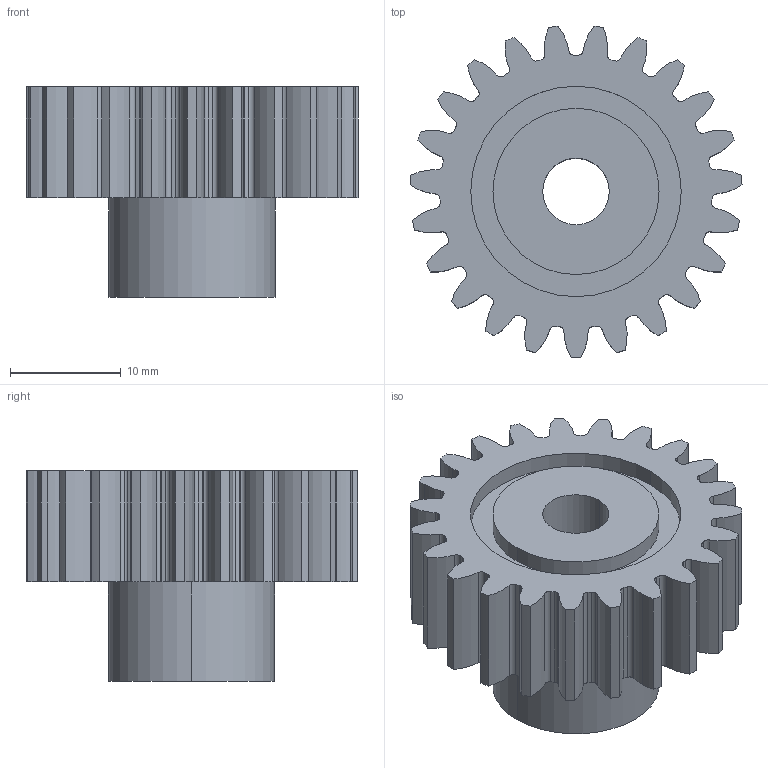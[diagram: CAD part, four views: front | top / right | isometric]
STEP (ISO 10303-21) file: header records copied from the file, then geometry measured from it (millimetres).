
FILE_DESCRIPTION (( 'STEP AP214' ), '1' );
FILE_NAME ('119-012-023.step', '2010-07-19T15:31:35', ( 'WMH Herion Antriebstechnik GmbH' ), ( 'WMH Herion Antriebstechnik GmbH' ), 'SwSTEP 2.0', 'SolidWorks 2010', '' );
FILE_SCHEMA (( 'AUTOMOTIVE_DESIGN' ));
Length unit declared in the file: millimetre
Products named in the file (1): 119-012-023
Bounding box: 29.98 x 29.91 x 19 mm (x, y, z)
Volume: 6627.3 mm3; surface area: 3937.1 mm2
Topology: 1 solids, 1 shells, 167 faces, 483 edges, 322 vertices
Faces by surface type: cylinder 161, plane 6
Entity records: 5737 total; most frequent: DIRECTION 1141, CARTESIAN_POINT 973, ORIENTED_EDGE 966, AXIS2_PLACEMENT_3D 490, EDGE_CURVE 483, VERTEX_POINT 322, CIRCLE 322, EDGE_LOOP 173
